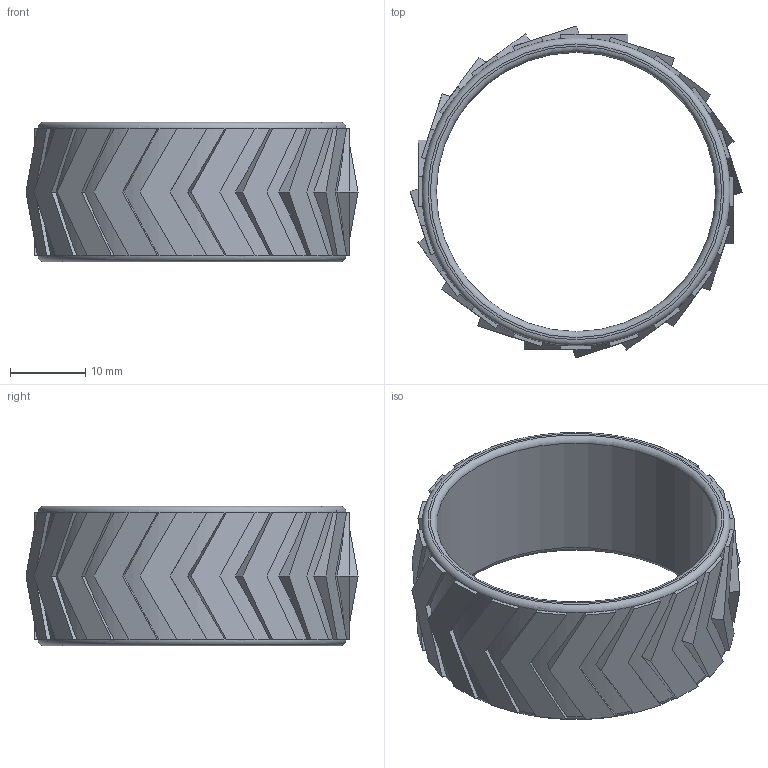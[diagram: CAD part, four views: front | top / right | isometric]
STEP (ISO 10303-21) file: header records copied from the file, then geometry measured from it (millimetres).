
FILE_DESCRIPTION(('FreeCAD Model'),'2;1');
FILE_NAME('Open CASCADE Shape Model','2025-08-25T22:12:41',('Author'),( ''),'Open CASCADE STEP processor 7.8','FreeCAD','Unknown');
FILE_SCHEMA(('AUTOMOTIVE_DESIGN { 1 0 10303 214 1 1 1 1 }'));
Length unit declared in the file: millimetre
Products named in the file (1): PolarPattern
Bounding box: 44.21 x 44.21 x 18.6 mm (x, y, z)
Volume: 5267.8 mm3; surface area: 5563.9 mm2
Topology: 1 solids, 1 shells, 167 faces, 415 edges, 250 vertices
Faces by surface type: plane 142, cylinder 21, torus 4
Full cylindrical faces by diameter (mm): 37.2 x1
Entity records: 4949 total; most frequent: DIRECTION 925, CARTESIAN_POINT 833, ORIENTED_EDGE 830, EDGE_CURVE 415, AXIS2_PLACEMENT_3D 342, VERTEX_POINT 250, LINE 241, VECTOR 241
